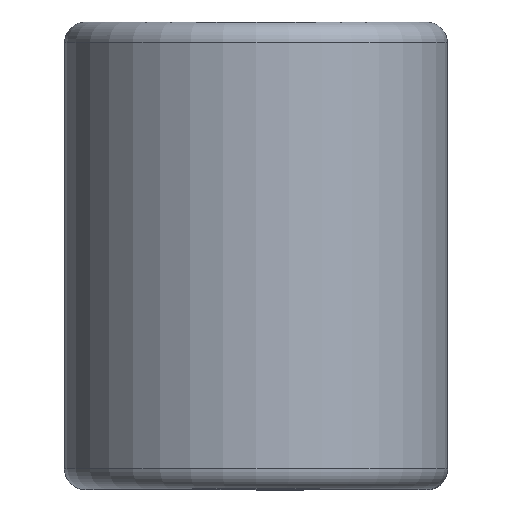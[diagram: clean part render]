
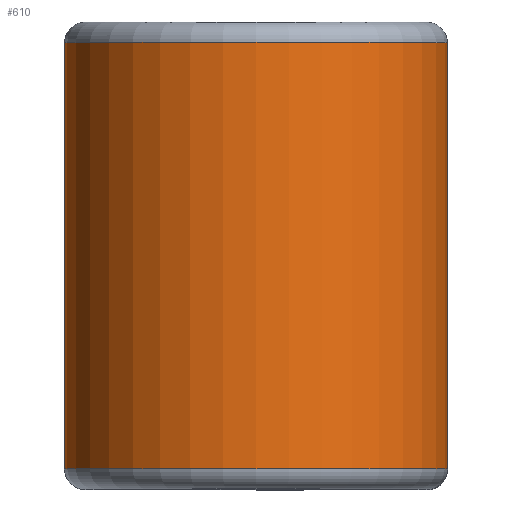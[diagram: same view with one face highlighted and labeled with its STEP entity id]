
A CAD part, top view. The second image highlights one B-rep face of the part: STEP entity #610.
In plain terms, the highlighted cylindrical face has radius 7.163 mm (diameter 14.326 mm), a partial arc.
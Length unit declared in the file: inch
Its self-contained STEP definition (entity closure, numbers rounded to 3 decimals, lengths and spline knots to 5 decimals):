
#27 = VECTOR ( 'NONE', #2211, 39.37008 ) ;
#46 = ORIENTED_EDGE ( 'NONE', *, *, #2364, .T. ) ;
#240 = AXIS2_PLACEMENT_3D ( 'NONE', #823, #2469, #1052 ) ;
#379 = CIRCLE ( 'NONE', #2447, 0.282 ) ;
#486 = DIRECTION ( 'NONE',  ( 0., -1., 0. ) ) ;
#610 = ADVANCED_FACE ( 'NONE', ( #2369 ), #830, .T. ) ;
#800 = DIRECTION ( 'NONE',  ( 0., -1., 0. ) ) ;
#802 = ORIENTED_EDGE ( 'NONE', *, *, #2379, .T. ) ;
#811 = CARTESIAN_POINT ( 'NONE',  ( 0.282, 0.31375, 0.375 ) ) ;
#823 = CARTESIAN_POINT ( 'NONE',  ( 0., 0.31375, 0.375 ) ) ;
#830 = CYLINDRICAL_SURFACE ( 'NONE', #2732, 0.282 ) ;
#867 = CARTESIAN_POINT ( 'NONE',  ( -0.282, -0.31375, 0.375 ) ) ;
#1052 = DIRECTION ( 'NONE',  ( 0., 0., -1. ) ) ;
#1211 = CARTESIAN_POINT ( 'NONE',  ( 0.282, -0.31375, 0.375 ) ) ;
#1589 = VERTEX_POINT ( 'NONE', #1661 ) ;
#1591 = CARTESIAN_POINT ( 'NONE',  ( -0.282, 0.31375, 0.375 ) ) ;
#1661 = CARTESIAN_POINT ( 'NONE',  ( -0.282, 0.31375, 0.375 ) ) ;
#1740 = VECTOR ( 'NONE', #2595, 39.37008 ) ;
#1864 = VERTEX_POINT ( 'NONE', #867 ) ;
#1961 = EDGE_LOOP ( 'NONE', ( #46, #802, #2487, #2935 ) ) ;
#2126 = CIRCLE ( 'NONE', #240, 0.282 ) ;
#2200 = CARTESIAN_POINT ( 'NONE',  ( 0., -0.31375, 0.375 ) ) ;
#2205 = EDGE_CURVE ( 'NONE', #1864, #1589, #2385, .T. ) ;
#2211 = DIRECTION ( 'NONE',  ( 0., 1., 0. ) ) ;
#2258 = VERTEX_POINT ( 'NONE', #2601 ) ;
#2318 = VERTEX_POINT ( 'NONE', #1211 ) ;
#2337 = CARTESIAN_POINT ( 'NONE',  ( 0., 0.3125, 0.375 ) ) ;
#2338 = EDGE_CURVE ( 'NONE', #2318, #1864, #379, .T. ) ;
#2341 = DIRECTION ( 'NONE',  ( 0., 0., -1. ) ) ;
#2364 = EDGE_CURVE ( 'NONE', #2318, #2258, #2479, .T. ) ;
#2369 = FACE_OUTER_BOUND ( 'NONE', #1961, .T. ) ;
#2379 = EDGE_CURVE ( 'NONE', #2258, #1589, #2126, .T. ) ;
#2385 = LINE ( 'NONE', #1591, #1740 ) ;
#2444 = DIRECTION ( 'NONE',  ( 0., 0., -1. ) ) ;
#2447 = AXIS2_PLACEMENT_3D ( 'NONE', #2200, #800, #2444 ) ;
#2469 = DIRECTION ( 'NONE',  ( 0., -1., 0. ) ) ;
#2479 = LINE ( 'NONE', #811, #27 ) ;
#2487 = ORIENTED_EDGE ( 'NONE', *, *, #2205, .F. ) ;
#2595 = DIRECTION ( 'NONE',  ( 0., 1., 0. ) ) ;
#2601 = CARTESIAN_POINT ( 'NONE',  ( 0.282, 0.31375, 0.375 ) ) ;
#2732 = AXIS2_PLACEMENT_3D ( 'NONE', #2337, #486, #2341 ) ;
#2935 = ORIENTED_EDGE ( 'NONE', *, *, #2338, .F. ) ;
